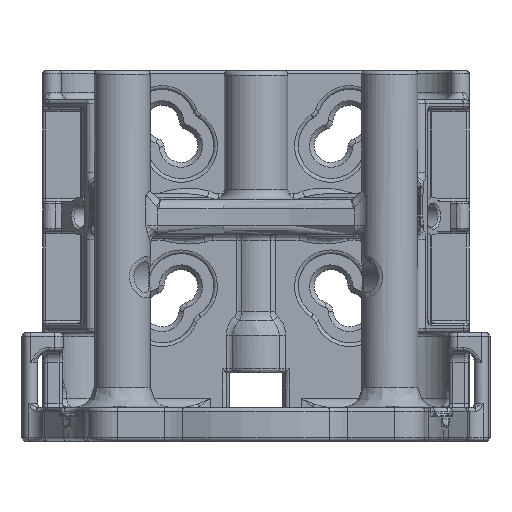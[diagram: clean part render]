
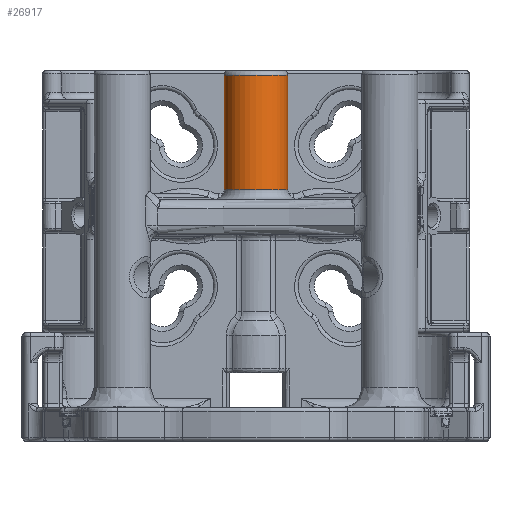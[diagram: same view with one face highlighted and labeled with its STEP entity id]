
A CAD part, front view. The second image highlights one B-rep face of the part: STEP entity #26917.
In plain terms, the highlighted cylindrical face has radius 3.4 mm (diameter 6.8 mm), a full revolution.
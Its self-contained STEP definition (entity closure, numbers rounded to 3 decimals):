
#1464=CYLINDRICAL_SURFACE('',#30042,3.4);
#4111=FACE_OUTER_BOUND('',#5900,.T.);
#5900=EDGE_LOOP('',(#24035,#24036,#24037,#24038,#24039,#24040));
#7911=CIRCLE('',#30038,3.4);
#7914=CIRCLE('',#30041,3.4);
#7915=CIRCLE('',#30043,3.4);
#7916=CIRCLE('',#30044,3.4);
#9237=LINE('',#58992,#10448);
#10448=VECTOR('',#37165,3.4);
#12731=VERTEX_POINT('',#58983);
#12732=VERTEX_POINT('',#58984);
#12734=VERTEX_POINT('',#58991);
#12735=VERTEX_POINT('',#58993);
#16554=EDGE_CURVE('',#12731,#12732,#7911,.T.);
#16557=EDGE_CURVE('',#12732,#12731,#7914,.T.);
#16558=EDGE_CURVE('',#12731,#12734,#9237,.T.);
#16559=EDGE_CURVE('',#12735,#12734,#7915,.T.);
#16560=EDGE_CURVE('',#12734,#12735,#7916,.T.);
#24035=ORIENTED_EDGE('',*,*,#16554,.F.);
#24036=ORIENTED_EDGE('',*,*,#16558,.T.);
#24037=ORIENTED_EDGE('',*,*,#16559,.F.);
#24038=ORIENTED_EDGE('',*,*,#16560,.F.);
#24039=ORIENTED_EDGE('',*,*,#16558,.F.);
#24040=ORIENTED_EDGE('',*,*,#16557,.F.);
#26917=ADVANCED_FACE('',(#4111),#1464,.T.);
#30038=AXIS2_PLACEMENT_3D('',#58985,#37155,#37156);
#30041=AXIS2_PLACEMENT_3D('',#58989,#37161,#37162);
#30042=AXIS2_PLACEMENT_3D('',#58990,#37163,#37164);
#30043=AXIS2_PLACEMENT_3D('',#58994,#37166,#37167);
#30044=AXIS2_PLACEMENT_3D('',#58995,#37168,#37169);
#37155=DIRECTION('center_axis',(0.,0.,1.));
#37156=DIRECTION('ref_axis',(1.,0.,0.));
#37161=DIRECTION('center_axis',(0.,0.,1.));
#37162=DIRECTION('ref_axis',(1.,0.,0.));
#37163=DIRECTION('center_axis',(0.,0.,1.));
#37164=DIRECTION('ref_axis',(1.,0.,0.));
#37165=DIRECTION('',(0.,0.,-1.));
#37166=DIRECTION('center_axis',(0.,0.,
-1.));
#37167=DIRECTION('ref_axis',(1.,0.,0.));
#37168=DIRECTION('center_axis',(0.,0.,
-1.));
#37169=DIRECTION('ref_axis',(1.,0.,0.));
#58983=CARTESIAN_POINT('',(-3.4,0.,39.));
#58984=CARTESIAN_POINT('',(3.4,0.,39.));
#58985=CARTESIAN_POINT('Origin',(0.,0.,39.));
#58989=CARTESIAN_POINT('Origin',(0.,0.,39.));
#58990=CARTESIAN_POINT('Origin',(0.,0.,25.8));
#58991=CARTESIAN_POINT('',(-3.4,0.,26.8));
#58992=CARTESIAN_POINT('',(-3.4,0.,25.8));
#58993=CARTESIAN_POINT('',(3.4,0.,26.8));
#58994=CARTESIAN_POINT('Origin',(0.,0.,26.8));
#58995=CARTESIAN_POINT('Origin',(0.,0.,26.8));
